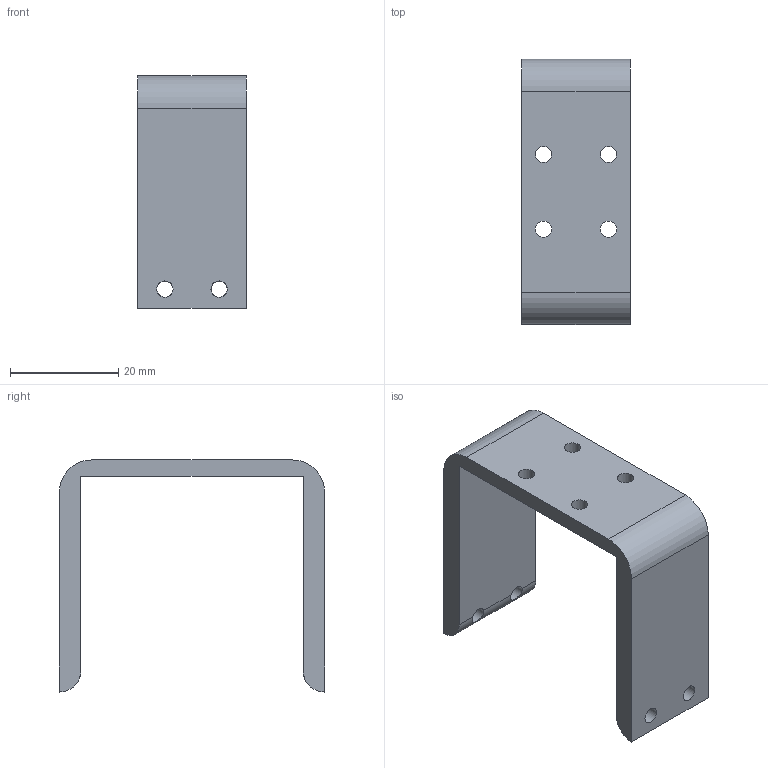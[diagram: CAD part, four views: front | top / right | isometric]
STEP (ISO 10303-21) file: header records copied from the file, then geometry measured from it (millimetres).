
FILE_DESCRIPTION(/* description */ (''),/* implementation_level */ '2;1');
FILE_NAME(/* name */ 'Soporte Inferior.step',/* time_stamp */ '2025-12-10T13:19:18-03:00',/* author */ (''),/* organization */ (''),/* preprocessor_version */ 'ST-DEVELOPER v20.1',/* originating_system */ 'Autodesk Translation Framework v14.21.0.0',/* authorisation */ '');
FILE_SCHEMA (('AUTOMOTIVE_DESIGN { 1 0 10303 214 3 1 1 }'));
Length unit declared in the file: millimetre
Products named in the file (2): Soporte Inferior; Soporte inferior_1
Assembly tree (1 placements, depth 2):
  Soporte Inferior
    Soporte inferior_1
Bounding box: 20 x 49 x 42.85 mm (x, y, z)
Volume: 8674.4 mm3; surface area: 6127.5 mm2
Topology: 1 solids, 1 shells, 20 faces, 66 edges, 44 vertices
Faces by surface type: cylinder 12, plane 8
Full cylindrical faces by diameter (mm): 3 x8
Entity records: 909 total; most frequent: CARTESIAN_POINT 224, ORIENTED_EDGE 132, DIRECTION 130, EDGE_CURVE 66, AXIS2_PLACEMENT_3D 48, VERTEX_POINT 44, LINE 34, VECTOR 34
